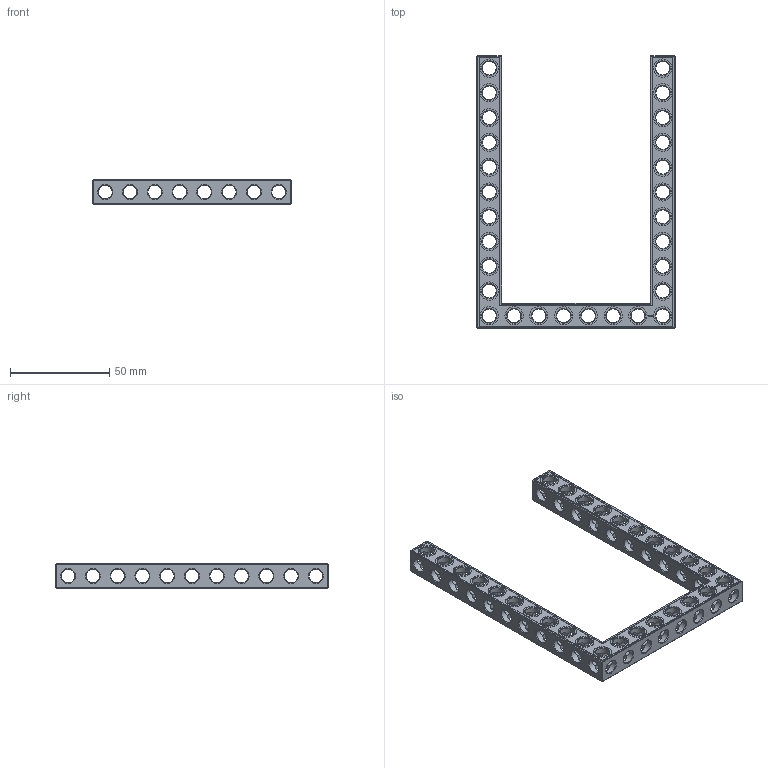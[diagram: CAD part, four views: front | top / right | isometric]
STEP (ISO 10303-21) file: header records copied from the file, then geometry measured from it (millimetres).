
FILE_DESCRIPTION(('FreeCAD Model'),'2;1');
FILE_NAME('Open CASCADE Shape Model','2022-02-23T21:45:35',( 'Paulo Kiefe'),('STEMFIE.org'),'Open CASCADE STEP processor 7.5', 'FreeCAD','Unknown');
FILE_SCHEMA(('AUTOMOTIVE_DESIGN { 1 0 10303 214 1 1 1 1 }'));
Products named in the file (1): Beam AGD ESS USH SYM BU08x11x01 - SPN-BEM-0413 (stemfie.org)
Bounding box: 100 x 137.5 x 12.5 mm (x, y, z)
Volume: 27362 mm3; surface area: 24485.8 mm2
Topology: 1 solids, 1 shells, 837 faces, 2505 edges, 1619 vertices
Faces by surface type: plane 416, cylinder 169, extrusion 138, cone 114
Full cylindrical faces by diameter (mm): 6.98 x24, 7 x117, 9.2 x28
Entity records: 166281 total; most frequent: CARTESIAN_POINT 119276, DIRECTION 7647, VECTOR 5011, ORIENTED_EDGE 5010, PCURVE 5010, DEFINITIONAL_REPRESENTATION 5010, LINE 4873, EDGE_CURVE 2505
